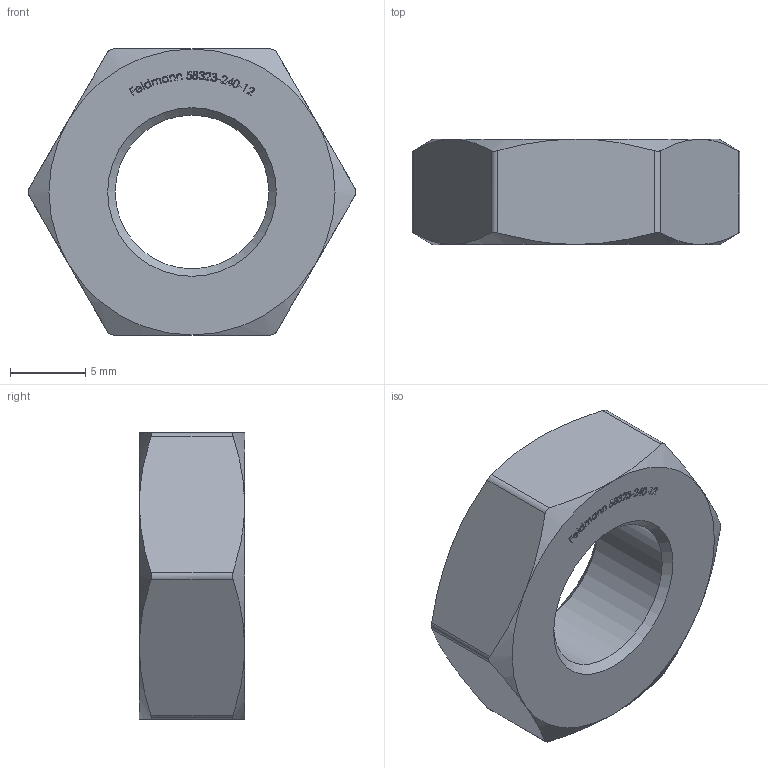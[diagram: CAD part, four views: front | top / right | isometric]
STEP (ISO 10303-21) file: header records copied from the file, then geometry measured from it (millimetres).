
FILE_DESCRIPTION (( 'STEP AP203' ), '1' );
FILE_NAME ('58323-240-12.step', '2019-12-19T14:15:36', ( '' ), ( '' ), 'SwSTEP 2.0', 'SolidWorks 2015', '' );
FILE_SCHEMA (( 'CONFIG_CONTROL_DESIGN' ));
Length unit declared in the file: millimetre
Products named in the file (2): 58323-240-12
Bounding box: 21.78 x 7 x 19 mm (x, y, z)
Volume: 1592.7 mm3; surface area: 1102 mm2
Topology: 1 solids, 1 shells, 295 faces, 786 edges, 522 vertices
Faces by surface type: plane 146, bspline 128, cone 14, cylinder 7
Full cylindrical faces by diameter (mm): 10.2 x1
Entity records: 16740 total; most frequent: CARTESIAN_POINT 10192, ORIENTED_EDGE 1562, DIRECTION 843, EDGE_CURVE 781, VERTEX_POINT 518, VECTOR 473, LINE 473, EDGE_LOOP 327
